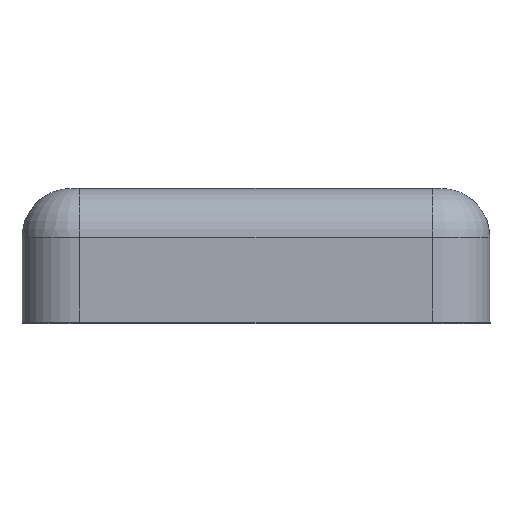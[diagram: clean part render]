
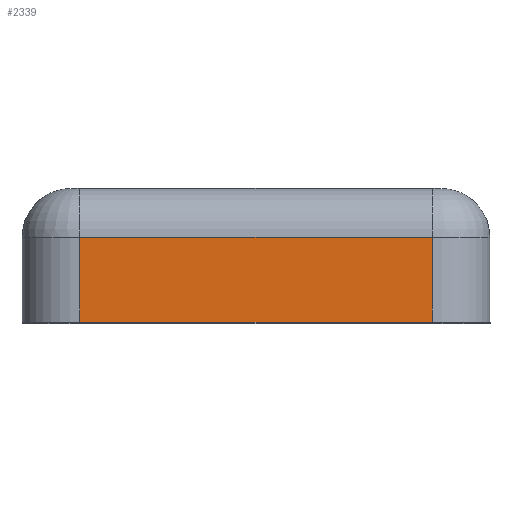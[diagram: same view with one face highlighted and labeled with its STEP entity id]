
A CAD part, top view. The second image highlights one B-rep face of the part: STEP entity #2339.
In plain terms, the highlighted planar face has unit normal (0, 0, 1).
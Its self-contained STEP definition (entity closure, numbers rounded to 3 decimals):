
#8 = DIRECTION ( 'NONE',  ( 0., 0., 1. ) ) ;
#25 = ORIENTED_EDGE ( 'NONE', *, *, #768, .F. ) ;
#168 = VECTOR ( 'NONE', #1412, 1000. ) ;
#251 = EDGE_CURVE ( 'NONE', #1086, #500, #2237, .T. ) ;
#292 = ORIENTED_EDGE ( 'NONE', *, *, #2162, .T. ) ;
#325 = EDGE_LOOP ( 'NONE', ( #292, #1630, #25, #2149 ) ) ;
#396 = VECTOR ( 'NONE', #1729, 1000. ) ;
#455 = CARTESIAN_POINT ( 'NONE',  ( -3.95, -1.1, 9.15 ) ) ;
#478 = CARTESIAN_POINT ( 'NONE',  ( -3.95, -3., 9.15 ) ) ;
#500 = VERTEX_POINT ( 'NONE', #478 ) ;
#518 = AXIS2_PLACEMENT_3D ( 'NONE', #1295, #8, #1997 ) ;
#539 = PLANE ( 'NONE',  #518 ) ;
#662 = LINE ( 'NONE', #2214, #773 ) ;
#768 = EDGE_CURVE ( 'NONE', #1086, #902, #1620, .T. ) ;
#773 = VECTOR ( 'NONE', #1497, 1000. ) ;
#902 = VERTEX_POINT ( 'NONE', #2315 ) ;
#1068 = VERTEX_POINT ( 'NONE', #1296 ) ;
#1074 = LINE ( 'NONE', #1966, #168 ) ;
#1086 = VERTEX_POINT ( 'NONE', #2212 ) ;
#1295 = CARTESIAN_POINT ( 'NONE',  ( -3.95, 0., 9.15 ) ) ;
#1296 = CARTESIAN_POINT ( 'NONE',  ( 3.95, -3., 9.15 ) ) ;
#1393 = FACE_OUTER_BOUND ( 'NONE', #325, .T. ) ;
#1412 = DIRECTION ( 'NONE',  ( 1., 0., 0. ) ) ;
#1497 = DIRECTION ( 'NONE',  ( 0., -1., 0. ) ) ;
#1620 = LINE ( 'NONE', #455, #396 ) ;
#1630 = ORIENTED_EDGE ( 'NONE', *, *, #1653, .F. ) ;
#1653 = EDGE_CURVE ( 'NONE', #902, #1068, #662, .T. ) ;
#1679 = VECTOR ( 'NONE', #1853, 1000. ) ;
#1729 = DIRECTION ( 'NONE',  ( 1., 0., 0. ) ) ;
#1846 = CARTESIAN_POINT ( 'NONE',  ( -3.95, 0., 9.15 ) ) ;
#1853 = DIRECTION ( 'NONE',  ( 0., -1., 0. ) ) ;
#1966 = CARTESIAN_POINT ( 'NONE',  ( -3.95, -3., 9.15 ) ) ;
#1997 = DIRECTION ( 'NONE',  ( 0., -1., 0. ) ) ;
#2149 = ORIENTED_EDGE ( 'NONE', *, *, #251, .T. ) ;
#2162 = EDGE_CURVE ( 'NONE', #500, #1068, #1074, .T. ) ;
#2212 = CARTESIAN_POINT ( 'NONE',  ( -3.95, -1.1, 9.15 ) ) ;
#2214 = CARTESIAN_POINT ( 'NONE',  ( 3.95, 0., 9.15 ) ) ;
#2237 = LINE ( 'NONE', #1846, #1679 ) ;
#2315 = CARTESIAN_POINT ( 'NONE',  ( 3.95, -1.1, 9.15 ) ) ;
#2339 = ADVANCED_FACE ( 'NONE', ( #1393 ), #539, .T. ) ;
